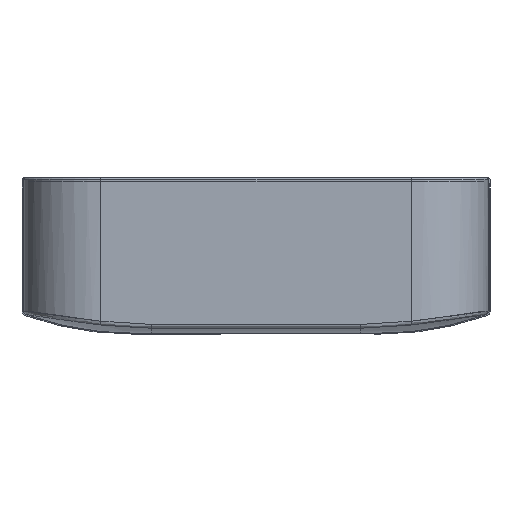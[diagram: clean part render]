
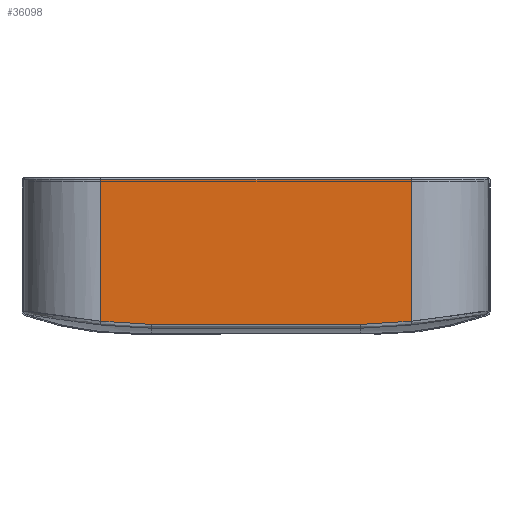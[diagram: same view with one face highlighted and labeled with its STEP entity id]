
A CAD part, front view. The second image highlights one B-rep face of the part: STEP entity #36098.
In plain terms, the highlighted face is planar.
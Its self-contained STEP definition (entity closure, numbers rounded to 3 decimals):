
#165 = CARTESIAN_POINT ( 'NONE',  ( -40., 599.25, -39.5 ) ) ;
#500 = VECTOR ( 'NONE', #30279, 1000. ) ;
#614 = ORIENTED_EDGE ( 'NONE', *, *, #33857, .F. ) ;
#2412 = ORIENTED_EDGE ( 'NONE', *, *, #5111, .T. ) ;
#2613 = CARTESIAN_POINT ( 'NONE',  ( -40., 599.25, -3.059 ) ) ;
#3523 = B_SPLINE_CURVE_WITH_KNOTS ( 'NONE', 3,
 ( #29319, #26065, #7632, #29118 ),
 .UNSPECIFIED., .F., .F.,
 ( 4, 4 ),
 ( 0., 1. ),
 .UNSPECIFIED. ) ;
#3613 = CARTESIAN_POINT ( 'NONE',  ( -40., 599.25, 45. ) ) ;
#4278 = VECTOR ( 'NONE', #28995, 1000. ) ;
#5006 = VERTEX_POINT ( 'NONE', #2613 ) ;
#5111 = EDGE_CURVE ( 'NONE', #13080, #16723, #17667, .T. ) ;
#5771 = VERTEX_POINT ( 'NONE', #28681 ) ;
#7632 = CARTESIAN_POINT ( 'NONE',  ( 31.346, 599.25, -2.236 ) ) ;
#9401 = ORIENTED_EDGE ( 'NONE', *, *, #39416, .T. ) ;
#10933 = LINE ( 'NONE', #35610, #4278 ) ;
#11865 = VERTEX_POINT ( 'NONE', #34737 ) ;
#12038 = VECTOR ( 'NONE', #37657, 1000. ) ;
#13080 = VERTEX_POINT ( 'NONE', #33149 ) ;
#13740 = VECTOR ( 'NONE', #26972, 1000. ) ;
#15065 = CARTESIAN_POINT ( 'NONE',  ( -35.693, 599.25, -2.496 ) ) ;
#16723 = VERTEX_POINT ( 'NONE', #28042 ) ;
#17667 = LINE ( 'NONE', #23737, #13740 ) ;
#17766 = CARTESIAN_POINT ( 'NONE',  ( -31.346, 599.25, -2.236 ) ) ;
#19543 = EDGE_LOOP ( 'NONE', ( #9401, #23425, #2412, #614, #20223, #20768 ) ) ;
#20223 = ORIENTED_EDGE ( 'NONE', *, *, #29824, .T. ) ;
#20768 = ORIENTED_EDGE ( 'NONE', *, *, #22579, .T. ) ;
#22277 = FACE_OUTER_BOUND ( 'NONE', #19543, .T. ) ;
#22483 = PLANE ( 'NONE',  #35816 ) ;
#22579 = EDGE_CURVE ( 'NONE', #5771, #33885, #27038, .T. ) ;
#23425 = ORIENTED_EDGE ( 'NONE', *, *, #30673, .F. ) ;
#23737 = CARTESIAN_POINT ( 'NONE',  ( -27., 599.25, -2.236 ) ) ;
#24385 = LINE ( 'NONE', #36677, #12038 ) ;
#25118 = DIRECTION ( 'NONE',  ( 0., -1., 0. ) ) ;
#26065 = CARTESIAN_POINT ( 'NONE',  ( 35.693, 599.25, -2.496 ) ) ;
#26972 = DIRECTION ( 'NONE',  ( 1., 0., 0. ) ) ;
#27038 = LINE ( 'NONE', #36877, #500 ) ;
#28042 = CARTESIAN_POINT ( 'NONE',  ( 27., 599.25, -2.236 ) ) ;
#28554 = DIRECTION ( 'NONE',  ( 0., 0., 1. ) ) ;
#28681 = CARTESIAN_POINT ( 'NONE',  ( 40., 599.25, -39.5 ) ) ;
#28995 = DIRECTION ( 'NONE',  ( 0., 0., 1. ) ) ;
#29118 = CARTESIAN_POINT ( 'NONE',  ( 27., 599.25, -2.236 ) ) ;
#29319 = CARTESIAN_POINT ( 'NONE',  ( 40., 599.25, -3.059 ) ) ;
#29824 = EDGE_CURVE ( 'NONE', #11865, #5771, #24385, .T. ) ;
#30279 = DIRECTION ( 'NONE',  ( -1., 0., 0. ) ) ;
#30673 = EDGE_CURVE ( 'NONE', #13080, #5006, #34596, .T. ) ;
#33149 = CARTESIAN_POINT ( 'NONE',  ( -27., 599.25, -2.236 ) ) ;
#33501 = CARTESIAN_POINT ( 'NONE',  ( -27., 599.25, -2.236 ) ) ;
#33857 = EDGE_CURVE ( 'NONE', #11865, #16723, #3523, .T. ) ;
#33885 = VERTEX_POINT ( 'NONE', #165 ) ;
#34596 = B_SPLINE_CURVE_WITH_KNOTS ( 'NONE', 3,
 ( #33501, #17766, #15065, #39347 ),
 .UNSPECIFIED., .F., .F.,
 ( 4, 4 ),
 ( 0., 1. ),
 .UNSPECIFIED. ) ;
#34737 = CARTESIAN_POINT ( 'NONE',  ( 40., 599.25, -3.059 ) ) ;
#35610 = CARTESIAN_POINT ( 'NONE',  ( -40., 599.25, -39.5 ) ) ;
#35816 = AXIS2_PLACEMENT_3D ( 'NONE', #3613, #25118, #28554 ) ;
#36098 = ADVANCED_FACE ( 'NONE', ( #22277 ), #22483, .F. ) ;
#36677 = CARTESIAN_POINT ( 'NONE',  ( 40., 599.25, -3.059 ) ) ;
#36877 = CARTESIAN_POINT ( 'NONE',  ( 40., 599.25, -39.5 ) ) ;
#37657 = DIRECTION ( 'NONE',  ( 0., 0., -1. ) ) ;
#39347 = CARTESIAN_POINT ( 'NONE',  ( -40., 599.25, -3.059 ) ) ;
#39416 = EDGE_CURVE ( 'NONE', #33885, #5006, #10933, .T. ) ;
